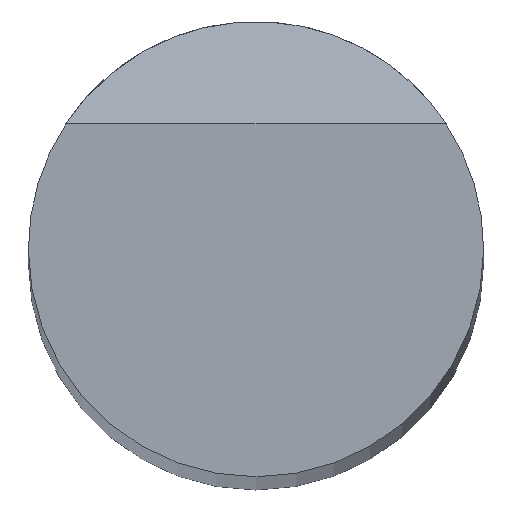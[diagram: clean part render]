
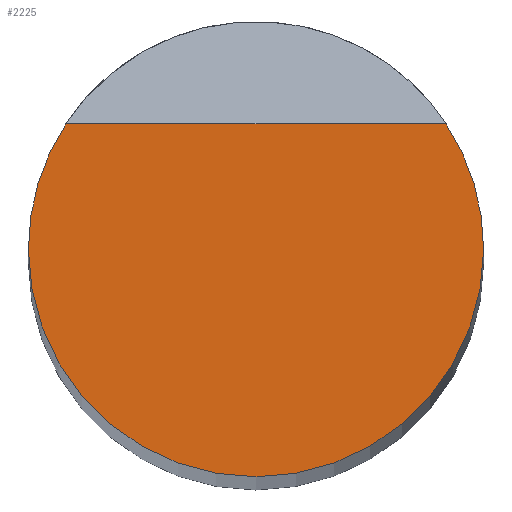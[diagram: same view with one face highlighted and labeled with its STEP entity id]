
A CAD part, top view. The second image highlights one B-rep face of the part: STEP entity #2225.
In plain terms, the highlighted planar face has unit normal (0, 0, 1).
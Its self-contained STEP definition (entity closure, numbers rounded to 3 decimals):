
#78 = CARTESIAN_POINT ( 'NONE',  ( 0., 0., 498.864 ) ) ;
#125 = AXIS2_PLACEMENT_3D ( 'NONE', #3396, #1449, #741 ) ;
#126 = DIRECTION ( 'NONE',  ( 0., 0., 1. ) ) ;
#128 = VECTOR ( 'NONE', #3165, 1000. ) ;
#140 = AXIS2_PLACEMENT_3D ( 'NONE', #78, #2813, #3476 ) ;
#695 = AXIS2_PLACEMENT_3D ( 'NONE', #2365, #3033, #4006 ) ;
#741 = DIRECTION ( 'NONE',  ( 1., 0., 0. ) ) ;
#865 = ORIENTED_EDGE ( 'NONE', *, *, #4288, .F. ) ;
#885 = CIRCLE ( 'NONE', #1871, 15. ) ;
#893 = CIRCLE ( 'NONE', #125, 15. ) ;
#934 = CARTESIAN_POINT ( 'NONE',  ( -15., 0., 498.864 ) ) ;
#1130 = EDGE_CURVE ( 'NONE', #2082, #3503, #2101, .T. ) ;
#1353 = FACE_OUTER_BOUND ( 'NONE', #4082, .T. ) ;
#1449 = DIRECTION ( 'NONE',  ( 0., 0., 1. ) ) ;
#1484 = CARTESIAN_POINT ( 'NONE',  ( 0., 0., 498.864 ) ) ;
#1542 = ORIENTED_EDGE ( 'NONE', *, *, #1130, .T. ) ;
#1623 = CARTESIAN_POINT ( 'NONE',  ( -12.527, 8.25, 498.864 ) ) ;
#1690 = VERTEX_POINT ( 'NONE', #3634 ) ;
#1871 = AXIS2_PLACEMENT_3D ( 'NONE', #1484, #126, #2116 ) ;
#2082 = VERTEX_POINT ( 'NONE', #934 ) ;
#2101 = CIRCLE ( 'NONE', #140, 15. ) ;
#2116 = DIRECTION ( 'NONE',  ( 1., 0., 0. ) ) ;
#2225 = ADVANCED_FACE ( 'NONE', ( #1353 ), #3737, .T. ) ;
#2365 = CARTESIAN_POINT ( 'NONE',  ( 0., 0., 498.864 ) ) ;
#2366 = EDGE_CURVE ( 'NONE', #3503, #1690, #885, .T. ) ;
#2813 = DIRECTION ( 'NONE',  ( 0., 0., 1. ) ) ;
#2818 = LINE ( 'NONE', #3479, #128 ) ;
#3033 = DIRECTION ( 'NONE',  ( 0., 0., 1. ) ) ;
#3165 = DIRECTION ( 'NONE',  ( 1., 0., 0. ) ) ;
#3176 = VERTEX_POINT ( 'NONE', #1623 ) ;
#3345 = CARTESIAN_POINT ( 'NONE',  ( 15., 0., 498.864 ) ) ;
#3396 = CARTESIAN_POINT ( 'NONE',  ( 0., 0., 498.864 ) ) ;
#3476 = DIRECTION ( 'NONE',  ( 1., 0., 0. ) ) ;
#3479 = CARTESIAN_POINT ( 'NONE',  ( 15.001, 8.25, 498.864 ) ) ;
#3503 = VERTEX_POINT ( 'NONE', #3345 ) ;
#3508 = ORIENTED_EDGE ( 'NONE', *, *, #2366, .T. ) ;
#3634 = CARTESIAN_POINT ( 'NONE',  ( 12.527, 8.25, 498.864 ) ) ;
#3737 = PLANE ( 'NONE',  #695 ) ;
#3944 = EDGE_CURVE ( 'NONE', #3176, #2082, #893, .T. ) ;
#4006 = DIRECTION ( 'NONE',  ( 1., 0., 0. ) ) ;
#4082 = EDGE_LOOP ( 'NONE', ( #4312, #1542, #3508, #865 ) ) ;
#4288 = EDGE_CURVE ( 'NONE', #3176, #1690, #2818, .T. ) ;
#4312 = ORIENTED_EDGE ( 'NONE', *, *, #3944, .T. ) ;
